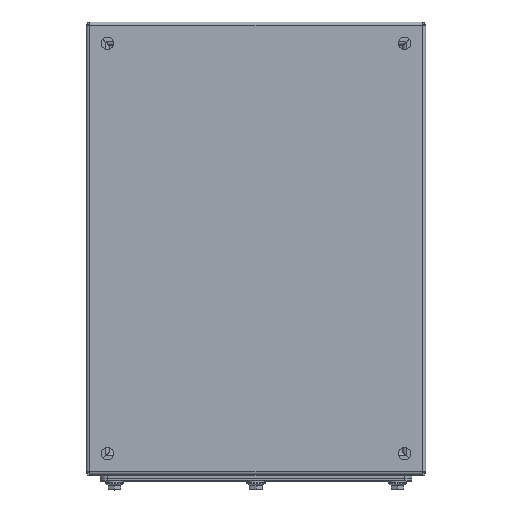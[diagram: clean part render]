
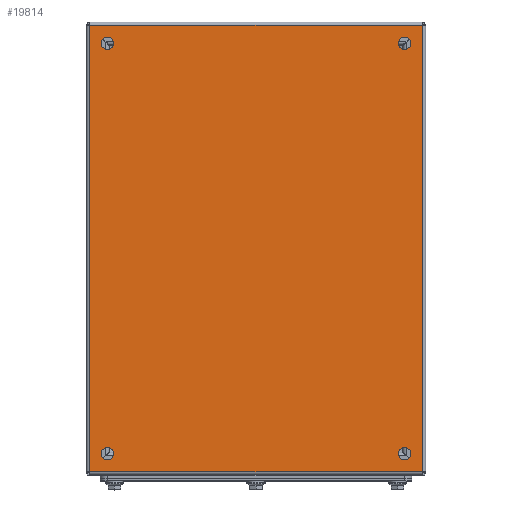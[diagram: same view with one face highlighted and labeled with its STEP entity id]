
A CAD part, top view. The second image highlights one B-rep face of the part: STEP entity #19814.
In plain terms, the highlighted face is planar.
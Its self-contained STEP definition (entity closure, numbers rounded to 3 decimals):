
#688=FACE_BOUND('',#3111,.T.);
#689=FACE_BOUND('',#3112,.T.);
#690=FACE_BOUND('',#3113,.T.);
#691=FACE_BOUND('',#3114,.T.);
#1352=PLANE('',#21498);
#1928=FACE_OUTER_BOUND('',#3110,.T.);
#3110=EDGE_LOOP('',(#13731,#13732,#13733,#13734));
#3111=EDGE_LOOP('',(#13735));
#3112=EDGE_LOOP('',(#13736));
#3113=EDGE_LOOP('',(#13737));
#3114=EDGE_LOOP('',(#13738));
#4483=LINE('',#30865,#5947);
#4490=LINE('',#30886,#5954);
#4496=LINE('',#30905,#5960);
#4502=LINE('',#30923,#5966);
#5947=VECTOR('',#24147,0.394);
#5954=VECTOR('',#24176,0.394);
#5960=VECTOR('',#24204,0.394);
#5966=VECTOR('',#24232,0.394);
#7095=CIRCLE('',#21322,0.219);
#7097=CIRCLE('',#21325,0.219);
#7099=CIRCLE('',#21328,0.219);
#7101=CIRCLE('',#21331,0.219);
#8127=VERTEX_POINT('',#29625);
#8129=VERTEX_POINT('',#29631);
#8131=VERTEX_POINT('',#29637);
#8133=VERTEX_POINT('',#29643);
#8295=VERTEX_POINT('',#30862);
#8296=VERTEX_POINT('',#30864);
#8299=VERTEX_POINT('',#30885);
#8301=VERTEX_POINT('',#30903);
#10018=EDGE_CURVE('',#8127,#8127,#7095,.T.);
#10021=EDGE_CURVE('',#8129,#8129,#7097,.T.);
#10024=EDGE_CURVE('',#8131,#8131,#7099,.T.);
#10027=EDGE_CURVE('',#8133,#8133,#7101,.T.);
#10307=EDGE_CURVE('',#8296,#8295,#4483,.T.);
#10318=EDGE_CURVE('',#8299,#8296,#4490,.T.);
#10328=EDGE_CURVE('',#8295,#8301,#4496,.T.);
#10338=EDGE_CURVE('',#8301,#8299,#4502,.T.);
#13731=ORIENTED_EDGE('',*,*,#10307,.T.);
#13732=ORIENTED_EDGE('',*,*,#10328,.T.);
#13733=ORIENTED_EDGE('',*,*,#10338,.T.);
#13734=ORIENTED_EDGE('',*,*,#10318,.T.);
#13735=ORIENTED_EDGE('',*,*,#10018,.T.);
#13736=ORIENTED_EDGE('',*,*,#10021,.T.);
#13737=ORIENTED_EDGE('',*,*,#10024,.T.);
#13738=ORIENTED_EDGE('',*,*,#10027,.T.);
#19814=ADVANCED_FACE('',(#1928,#688,#689,#690,#691),#1352,.F.);
#21322=AXIS2_PLACEMENT_3D('',#29626,#23657,#23658);
#21325=AXIS2_PLACEMENT_3D('',#29632,#23664,#23665);
#21328=AXIS2_PLACEMENT_3D('',#29638,#23671,#23672);
#21331=AXIS2_PLACEMENT_3D('',#29644,#23678,#23679);
#21498=AXIS2_PLACEMENT_3D('',#30938,#24257,#24258);
#23657=DIRECTION('center_axis',(0.,0.,1.));
#23658=DIRECTION('ref_axis',(1.,0.,0.));
#23664=DIRECTION('center_axis',(0.,0.,1.));
#23665=DIRECTION('ref_axis',(1.,0.,0.));
#23671=DIRECTION('center_axis',(0.,0.,1.));
#23672=DIRECTION('ref_axis',(1.,0.,0.));
#23678=DIRECTION('center_axis',(0.,0.,1.));
#23679=DIRECTION('ref_axis',(1.,0.,0.));
#24147=DIRECTION('',(-1.,0.,0.));
#24176=DIRECTION('',(0.,-1.,0.));
#24204=DIRECTION('',(0.,1.,0.));
#24232=DIRECTION('',(1.,0.,0.));
#24257=DIRECTION('center_axis',(0.,0.,1.));
#24258=DIRECTION('ref_axis',(1.,0.,0.));
#29625=CARTESIAN_POINT('',(0.531,0.75,0.));
#29626=CARTESIAN_POINT('Origin',(0.75,0.75,0.));
#29631=CARTESIAN_POINT('',(11.031,0.75,0.));
#29632=CARTESIAN_POINT('Origin',(11.25,0.75,0.));
#29637=CARTESIAN_POINT('',(0.531,15.25,0.));
#29638=CARTESIAN_POINT('Origin',(0.75,15.25,0.));
#29643=CARTESIAN_POINT('',(11.031,15.25,0.));
#29644=CARTESIAN_POINT('Origin',(11.25,15.25,0.));
#30862=CARTESIAN_POINT('',(0.121,0.121,0.));
#30864=CARTESIAN_POINT('',(11.879,0.121,0.));
#30865=CARTESIAN_POINT('',(8.94,0.121,0.));
#30885=CARTESIAN_POINT('',(11.879,15.879,0.));
#30886=CARTESIAN_POINT('',(11.879,11.94,0.));
#30903=CARTESIAN_POINT('',(0.121,15.879,0.));
#30905=CARTESIAN_POINT('',(0.121,4.06,0.));
#30923=CARTESIAN_POINT('',(3.06,15.879,0.));
#30938=CARTESIAN_POINT('Origin',(6.,8.,0.));
